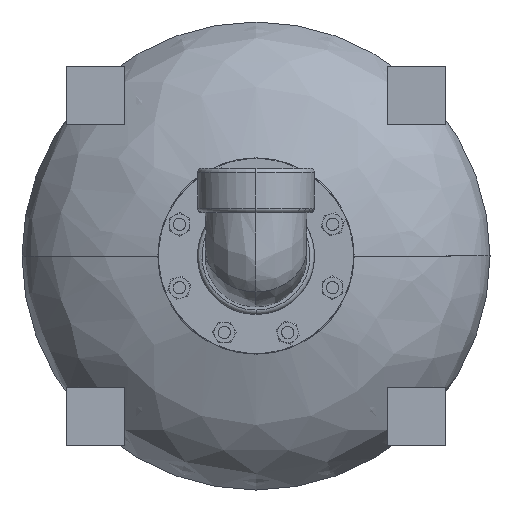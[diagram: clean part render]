
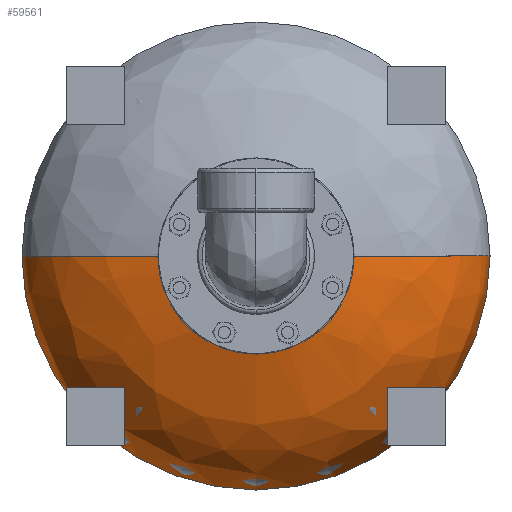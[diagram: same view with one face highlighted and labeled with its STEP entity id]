
A CAD part, front view. The second image highlights one B-rep face of the part: STEP entity #59561.
In plain terms, the highlighted free-form (B-spline) face has degree [3, 3] with [4, 4] control points.
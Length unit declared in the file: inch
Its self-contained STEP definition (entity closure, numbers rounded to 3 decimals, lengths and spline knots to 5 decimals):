
#912 = DIRECTION ( 'NONE',  ( 1., 0., 0. ) ) ;
#5963 = AXIS2_PLACEMENT_3D ( 'NONE', #10759, #45834, #912 ) ;
#9177 = CARTESIAN_POINT ( 'NONE',  ( -9.40437, 5.05246, -18.80873 ) ) ;
#9490 = CARTESIAN_POINT ( 'NONE',  ( -9.40437, 5.05246, 0. ) ) ;
#9758 = EDGE_CURVE ( 'NONE', #59822, #47051, #30498, .T. ) ;
#9813 = CARTESIAN_POINT ( 'NONE',  ( -5.03125, 6.0748, -10.0625 ) ) ;
#10242 = CIRCLE ( 'NONE', #40629, 5.03125 ) ;
#10759 = CARTESIAN_POINT ( 'NONE',  ( 0., 6.0748, 0. ) ) ;
#12428 = CARTESIAN_POINT ( 'NONE',  ( -12., 0.56, 0. ) ) ;
#14024 = CARTESIAN_POINT ( 'NONE',  ( -12., 0.56, 0. ) ) ;
#14113 = CARTESIAN_POINT ( 'NONE',  ( -5.03125, 6.0748, 0. ) ) ;
#15719 = CARTESIAN_POINT ( 'NONE',  ( 0., 6.0748, 0. ) ) ;
#15728 = CARTESIAN_POINT ( 'NONE',  ( 5.03125, 6.0748, 0. ) ) ;
#16006 = EDGE_CURVE ( 'NONE', #26915, #59822, #44705, .T. ) ;
#19314 =( BOUNDED_SURFACE ( )  B_SPLINE_SURFACE ( 3, 3, ( 
 ( #25229, #9813, #54425, #59646 ),
 ( #9490, #9177, #59324, #24256 ),
 ( #39017, #23938, #54747, #39332 ),
 ( #59011, #44262, #35075, #45234 ) ),
 .UNSPECIFIED., .F., .F., .F. ) 
 B_SPLINE_SURFACE_WITH_KNOTS ( ( 4, 4 ),
 ( 4, 4 ),
 ( 0., 1. ),
 ( 0., 1. ),
 .UNSPECIFIED. ) 
 GEOMETRIC_REPRESENTATION_ITEM ( )  RATIONAL_B_SPLINE_SURFACE ( (
 ( 1., 0.333, 0.333, 1.),
 ( 0.895, 0.298, 0.298, 0.895),
 ( 0.895, 0.298, 0.298, 0.895),
 ( 1., 0.333, 0.333, 1.) ) ) 
 REPRESENTATION_ITEM ( '' )  SURFACE ( )  );
#19671 = FACE_OUTER_BOUND ( 'NONE', #61628, .T. ) ;
#21915 = CARTESIAN_POINT ( 'NONE',  ( 5.03125, 6.0748, 0. ) ) ;
#22202 = CARTESIAN_POINT ( 'NONE',  ( 0., 6.0748, -5.03125 ) ) ;
#22247 = CARTESIAN_POINT ( 'NONE',  ( 12., 2.99838, 0. ) ) ;
#22584 = CARTESIAN_POINT ( 'NONE',  ( -5.03125, 6.0748, 0. ) ) ;
#22595 = EDGE_CURVE ( 'NONE', #30531, #56397, #52724, .T. ) ;
#23938 = CARTESIAN_POINT ( 'NONE',  ( -12., 2.99838, -24. ) ) ;
#24003 = DIRECTION ( 'NONE',  ( 1., 0., 0. ) ) ;
#24256 = CARTESIAN_POINT ( 'NONE',  ( 9.40437, 5.05246, 0. ) ) ;
#25229 = CARTESIAN_POINT ( 'NONE',  ( -5.03125, 6.0748, 0. ) ) ;
#26915 = VERTEX_POINT ( 'NONE', #22202 ) ;
#27285 = CIRCLE ( 'NONE', #42947, 12. ) ;
#30205 = DIRECTION ( 'NONE',  ( 0., -1., 0. ) ) ;
#30498 =( BOUNDED_CURVE ( )  B_SPLINE_CURVE ( 3, ( #21915, #36358, #22247, #52414 ),
 .UNSPECIFIED., .F., .F. ) 
 B_SPLINE_CURVE_WITH_KNOTS ( ( 4, 4 ),
 ( 2.00344, 3.14159 ),
 .UNSPECIFIED. ) 
 CURVE ( )  GEOMETRIC_REPRESENTATION_ITEM ( )  RATIONAL_B_SPLINE_CURVE ( ( 1., 0.895, 0.895, 1. ) ) 
 REPRESENTATION_ITEM ( '' )  );
#30531 = VERTEX_POINT ( 'NONE', #14113 ) ;
#31411 = CARTESIAN_POINT ( 'NONE',  ( 12., 0.56, 0. ) ) ;
#35075 = CARTESIAN_POINT ( 'NONE',  ( 12., 0.56, -24. ) ) ;
#35345 = ORIENTED_EDGE ( 'NONE', *, *, #57065, .F. ) ;
#35450 = CARTESIAN_POINT ( 'NONE',  ( 0., 0.56, 0. ) ) ;
#36358 = CARTESIAN_POINT ( 'NONE',  ( 9.40437, 5.05246, 0. ) ) ;
#38734 = ORIENTED_EDGE ( 'NONE', *, *, #16006, .T. ) ;
#39017 = CARTESIAN_POINT ( 'NONE',  ( -12., 2.99838, 0. ) ) ;
#39332 = CARTESIAN_POINT ( 'NONE',  ( 12., 2.99838, 0. ) ) ;
#40294 = DIRECTION ( 'NONE',  ( 0., -1., 0. ) ) ;
#40576 = ORIENTED_EDGE ( 'NONE', *, *, #61444, .T. ) ;
#40629 = AXIS2_PLACEMENT_3D ( 'NONE', #15719, #40294, #24003 ) ;
#42947 = AXIS2_PLACEMENT_3D ( 'NONE', #35450, #30205, #52408 ) ;
#44262 = CARTESIAN_POINT ( 'NONE',  ( -12., 0.56, -24. ) ) ;
#44705 = CIRCLE ( 'NONE', #5963, 5.03125 ) ;
#45234 = CARTESIAN_POINT ( 'NONE',  ( 12., 0.56, 0. ) ) ;
#45834 = DIRECTION ( 'NONE',  ( 0., -1., 0. ) ) ;
#47051 = VERTEX_POINT ( 'NONE', #31411 ) ;
#50948 = ORIENTED_EDGE ( 'NONE', *, *, #9758, .T. ) ;
#52408 = DIRECTION ( 'NONE',  ( 1., 0., 0. ) ) ;
#52414 = CARTESIAN_POINT ( 'NONE',  ( 12., 0.56, 0. ) ) ;
#52724 =( BOUNDED_CURVE ( )  B_SPLINE_CURVE ( 3, ( #22584, #53073, #58612, #12428 ),
 .UNSPECIFIED., .F., .F. ) 
 B_SPLINE_CURVE_WITH_KNOTS ( ( 4, 4 ),
 ( 2.00344, 3.14159 ),
 .UNSPECIFIED. ) 
 CURVE ( )  GEOMETRIC_REPRESENTATION_ITEM ( )  RATIONAL_B_SPLINE_CURVE ( ( 1., 0.895, 0.895, 1. ) ) 
 REPRESENTATION_ITEM ( '' )  );
#53073 = CARTESIAN_POINT ( 'NONE',  ( -9.40437, 5.05246, 0. ) ) ;
#53407 = ORIENTED_EDGE ( 'NONE', *, *, #22595, .F. ) ;
#54425 = CARTESIAN_POINT ( 'NONE',  ( 5.03125, 6.0748, -10.0625 ) ) ;
#54747 = CARTESIAN_POINT ( 'NONE',  ( 12., 2.99838, -24. ) ) ;
#56397 = VERTEX_POINT ( 'NONE', #14024 ) ;
#57065 = EDGE_CURVE ( 'NONE', #56397, #47051, #27285, .T. ) ;
#58612 = CARTESIAN_POINT ( 'NONE',  ( -12., 2.99838, 0. ) ) ;
#59011 = CARTESIAN_POINT ( 'NONE',  ( -12., 0.56, 0. ) ) ;
#59324 = CARTESIAN_POINT ( 'NONE',  ( 9.40437, 5.05246, -18.80873 ) ) ;
#59561 = ADVANCED_FACE ( 'NONE', ( #19671 ), #19314, .F. ) ;
#59646 = CARTESIAN_POINT ( 'NONE',  ( 5.03125, 6.0748, 0. ) ) ;
#59822 = VERTEX_POINT ( 'NONE', #15728 ) ;
#61444 = EDGE_CURVE ( 'NONE', #30531, #26915, #10242, .T. ) ;
#61628 = EDGE_LOOP ( 'NONE', ( #53407, #40576, #38734, #50948, #35345 ) ) ;
